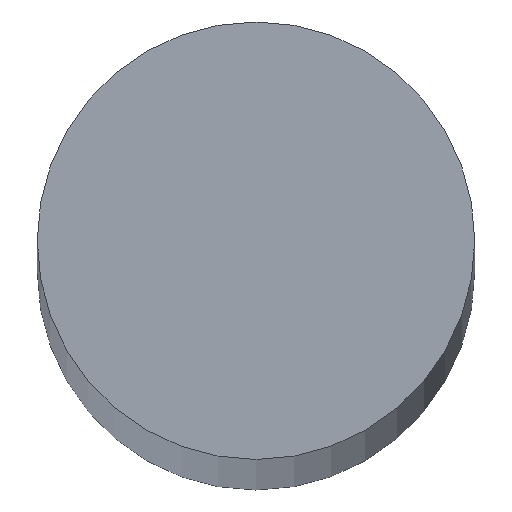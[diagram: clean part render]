
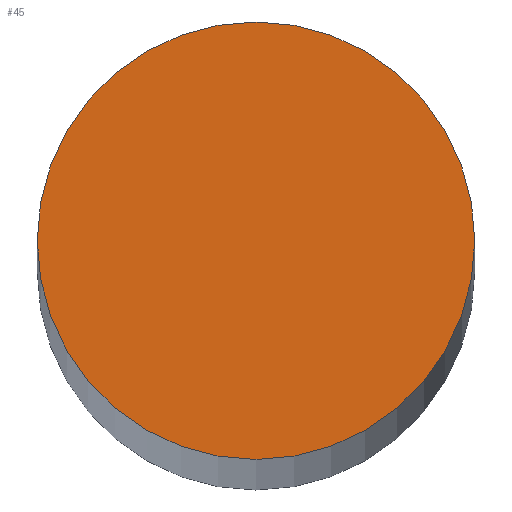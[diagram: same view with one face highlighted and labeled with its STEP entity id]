
A CAD part, top view. The second image highlights one B-rep face of the part: STEP entity #45.
In plain terms, the highlighted planar face has unit normal (0, 0, 1).
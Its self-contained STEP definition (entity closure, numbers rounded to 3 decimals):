
#6 = CARTESIAN_POINT ( 'NONE',  ( -13.761, 6.924, 400. ) ) ;
#8 = CARTESIAN_POINT ( 'NONE',  ( -3.761, 6.924, 400. ) ) ;
#11 = VERTEX_POINT ( 'NONE', #6 ) ;
#19 = EDGE_LOOP ( 'NONE', ( #105, #39 ) ) ;
#21 = PLANE ( 'NONE',  #127 ) ;
#30 = EDGE_CURVE ( 'NONE', #11, #107, #92, .T. ) ;
#31 = CARTESIAN_POINT ( 'NONE',  ( -8.761, 6.924, 400. ) ) ;
#35 = EDGE_CURVE ( 'NONE', #107, #11, #69, .T. ) ;
#39 = ORIENTED_EDGE ( 'NONE', *, *, #35, .T. ) ;
#45 = ADVANCED_FACE ( 'NONE', ( #125 ), #21, .T. ) ;
#48 = AXIS2_PLACEMENT_3D ( 'NONE', #31, #132, #63 ) ;
#63 = DIRECTION ( 'NONE',  ( 1., 0., 0. ) ) ;
#69 = CIRCLE ( 'NONE', #96, 5. ) ;
#79 = CARTESIAN_POINT ( 'NONE',  ( -8.761, 6.924, 400. ) ) ;
#89 = DIRECTION ( 'NONE',  ( 0., 0., 1. ) ) ;
#92 = CIRCLE ( 'NONE', #48, 5. ) ;
#96 = AXIS2_PLACEMENT_3D ( 'NONE', #79, #99, #101 ) ;
#99 = DIRECTION ( 'NONE',  ( 0., 0., 1. ) ) ;
#101 = DIRECTION ( 'NONE',  ( 1., 0., 0. ) ) ;
#105 = ORIENTED_EDGE ( 'NONE', *, *, #30, .T. ) ;
#107 = VERTEX_POINT ( 'NONE', #8 ) ;
#110 = CARTESIAN_POINT ( 'NONE',  ( -8.761, 6.924, 400. ) ) ;
#125 = FACE_OUTER_BOUND ( 'NONE', #19, .T. ) ;
#127 = AXIS2_PLACEMENT_3D ( 'NONE', #110, #89, #131 ) ;
#131 = DIRECTION ( 'NONE',  ( 1., 0., 0. ) ) ;
#132 = DIRECTION ( 'NONE',  ( 0., 0., 1. ) ) ;
